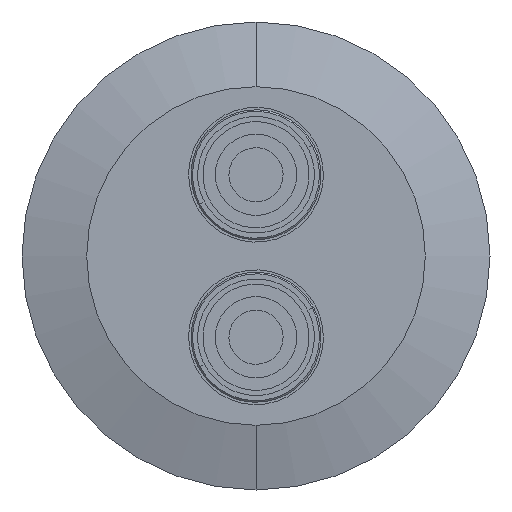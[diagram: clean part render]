
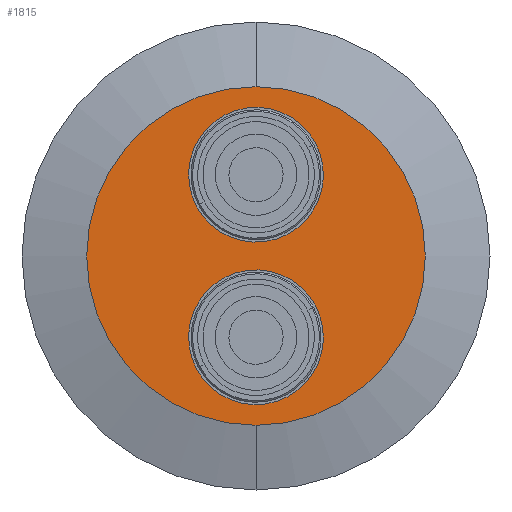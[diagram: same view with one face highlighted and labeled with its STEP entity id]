
A CAD part, front view. The second image highlights one B-rep face of the part: STEP entity #1815.
In plain terms, the highlighted planar face has unit normal (0, -1, 0).
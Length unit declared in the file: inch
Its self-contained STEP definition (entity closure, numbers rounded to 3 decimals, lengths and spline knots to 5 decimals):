
#11 = DIRECTION ( 'NONE',  ( 0., 0., 1. ) ) ;
#23 = VERTEX_POINT ( 'NONE', #2283 ) ;
#47 = CIRCLE ( 'NONE', #771, 0.311 ) ;
#225 = EDGE_CURVE ( 'NONE', #1835, #404, #2665, .T. ) ;
#264 = CARTESIAN_POINT ( 'NONE',  ( 0., -0.095, 0.375 ) ) ;
#280 = DIRECTION ( 'NONE',  ( 0., -1., 0. ) ) ;
#301 = EDGE_CURVE ( 'NONE', #3160, #1446, #2925, .T. ) ;
#331 = EDGE_CURVE ( 'NONE', #404, #1835, #509, .T. ) ;
#369 = EDGE_LOOP ( 'NONE', ( #2188, #642 ) ) ;
#404 = VERTEX_POINT ( 'NONE', #2269 ) ;
#411 = CIRCLE ( 'NONE', #1953, 0.311 ) ;
#419 = ORIENTED_EDGE ( 'NONE', *, *, #2281, .F. ) ;
#509 = CIRCLE ( 'NONE', #2301, 0.78144 ) ;
#536 = DIRECTION ( 'NONE',  ( 0., 0., 1. ) ) ;
#642 = ORIENTED_EDGE ( 'NONE', *, *, #225, .T. ) ;
#722 = ORIENTED_EDGE ( 'NONE', *, *, #301, .F. ) ;
#727 = CARTESIAN_POINT ( 'NONE',  ( 0.09321, -0.095, 0.0783 ) ) ;
#756 = DIRECTION ( 'NONE',  ( 0., 0., 1. ) ) ;
#759 = FACE_BOUND ( 'NONE', #1974, .T. ) ;
#771 = AXIS2_PLACEMENT_3D ( 'NONE', #1101, #2296, #1367 ) ;
#811 = PLANE ( 'NONE',  #1346 ) ;
#905 = DIRECTION ( 'NONE',  ( 0., 0., -1. ) ) ;
#974 = AXIS2_PLACEMENT_3D ( 'NONE', #264, #2217, #756 ) ;
#1064 = EDGE_LOOP ( 'NONE', ( #1867, #722 ) ) ;
#1101 = CARTESIAN_POINT ( 'NONE',  ( 0., -0.095, -0.375 ) ) ;
#1326 = EDGE_CURVE ( 'NONE', #1671, #23, #47, .T. ) ;
#1346 = AXIS2_PLACEMENT_3D ( 'NONE', #1786, #2770, #536 ) ;
#1367 = DIRECTION ( 'NONE',  ( 0., 0., 1. ) ) ;
#1395 = DIRECTION ( 'NONE',  ( 0., -1., 0. ) ) ;
#1445 = DIRECTION ( 'NONE',  ( 0., -1., 0. ) ) ;
#1446 = VERTEX_POINT ( 'NONE', #727 ) ;
#1537 = DIRECTION ( 'NONE',  ( 0., -1., 0. ) ) ;
#1554 = CARTESIAN_POINT ( 'NONE',  ( 0., -0.095, -0.375 ) ) ;
#1671 = VERTEX_POINT ( 'NONE', #2325 ) ;
#1786 = CARTESIAN_POINT ( 'NONE',  ( -0.78144, -0.095, 0. ) ) ;
#1815 = ADVANCED_FACE ( 'NONE', ( #759, #2032, #1980 ), #811, .F. ) ;
#1835 = VERTEX_POINT ( 'NONE', #3188 ) ;
#1867 = ORIENTED_EDGE ( 'NONE', *, *, #2187, .F. ) ;
#1953 = AXIS2_PLACEMENT_3D ( 'NONE', #1554, #1537, #11 ) ;
#1974 = EDGE_LOOP ( 'NONE', ( #419, #2193 ) ) ;
#1980 = FACE_OUTER_BOUND ( 'NONE', #369, .T. ) ;
#2013 = DIRECTION ( 'NONE',  ( 0., 0., -1. ) ) ;
#2032 = FACE_BOUND ( 'NONE', #1064, .T. ) ;
#2187 = EDGE_CURVE ( 'NONE', #1446, #3160, #2675, .T. ) ;
#2188 = ORIENTED_EDGE ( 'NONE', *, *, #331, .T. ) ;
#2193 = ORIENTED_EDGE ( 'NONE', *, *, #1326, .F. ) ;
#2217 = DIRECTION ( 'NONE',  ( 0., -1., 0. ) ) ;
#2269 = CARTESIAN_POINT ( 'NONE',  ( 0., -0.095, 0.78144 ) ) ;
#2281 = EDGE_CURVE ( 'NONE', #23, #1671, #411, .T. ) ;
#2283 = CARTESIAN_POINT ( 'NONE',  ( 0.09321, -0.095, -0.6717 ) ) ;
#2296 = DIRECTION ( 'NONE',  ( 0., -1., 0. ) ) ;
#2301 = AXIS2_PLACEMENT_3D ( 'NONE', #2488, #280, #2013 ) ;
#2314 = AXIS2_PLACEMENT_3D ( 'NONE', #2650, #1445, #2670 ) ;
#2325 = CARTESIAN_POINT ( 'NONE',  ( -0.09321, -0.095, -0.0783 ) ) ;
#2378 = CARTESIAN_POINT ( 'NONE',  ( 0., -0.095, 0. ) ) ;
#2418 = CARTESIAN_POINT ( 'NONE',  ( -0.09321, -0.095, 0.6717 ) ) ;
#2488 = CARTESIAN_POINT ( 'NONE',  ( 0., -0.095, 0. ) ) ;
#2650 = CARTESIAN_POINT ( 'NONE',  ( 0., -0.095, 0.375 ) ) ;
#2665 = CIRCLE ( 'NONE', #3072, 0.78144 ) ;
#2670 = DIRECTION ( 'NONE',  ( 0., 0., 1. ) ) ;
#2675 = CIRCLE ( 'NONE', #2314, 0.311 ) ;
#2770 = DIRECTION ( 'NONE',  ( 0., 1., 0. ) ) ;
#2925 = CIRCLE ( 'NONE', #974, 0.311 ) ;
#3072 = AXIS2_PLACEMENT_3D ( 'NONE', #2378, #1395, #905 ) ;
#3160 = VERTEX_POINT ( 'NONE', #2418 ) ;
#3188 = CARTESIAN_POINT ( 'NONE',  ( 0., -0.095, -0.78144 ) ) ;
